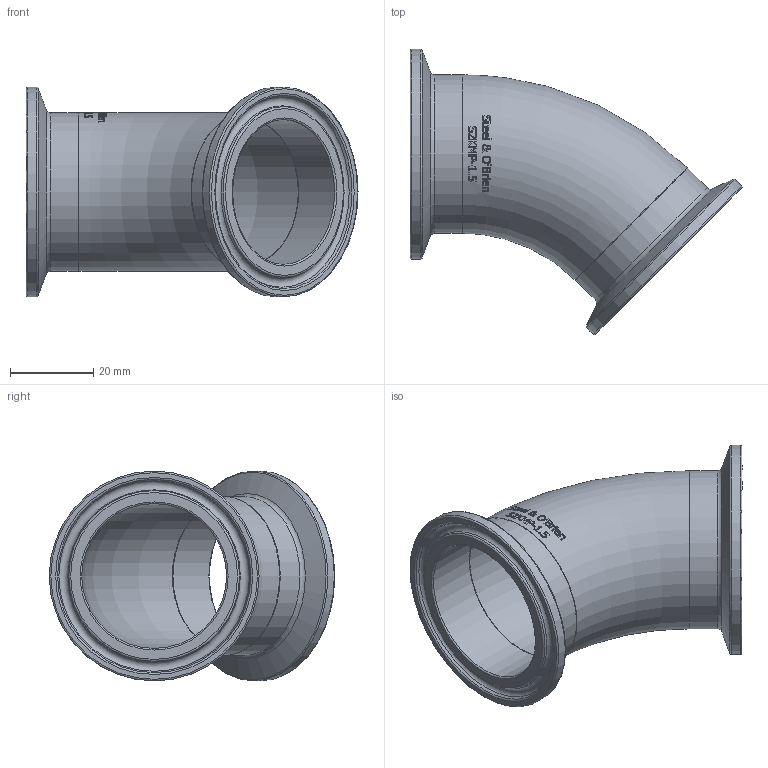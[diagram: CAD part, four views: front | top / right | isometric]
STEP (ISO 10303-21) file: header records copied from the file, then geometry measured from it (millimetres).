
FILE_DESCRIPTION(/* description */ (''),/* implementation_level */ '2;1');
FILE_NAME(/* name */ 'S2KMP-1.5.stp',/* time_stamp */ '2018-11-27T13:44:07-05:00',/* author */ ('ken'),/* organization */ (''),/* preprocessor_version */ 'ST-DEVELOPER v15.2',/* originating_system */ 'Autodesk Inventor 2014',/* authorisation */ '');
FILE_SCHEMA (('AUTOMOTIVE_DESIGN { 1 0 10303 214 3 1 1 }'));
Length unit declared in the file: inch
Products named in the file (1): S2KMP-1.5
Bounding box: 79.75 x 68.57 x 50.39 mm (x, y, z)
Volume: 19031.4 mm3; surface area: 20079.2 mm2
Topology: 1 solids, 1 shells, 388 faces, 1020 edges, 672 vertices
Faces by surface type: bspline 168, plane 156, torus 52, cylinder 6, cone 6
Full cylindrical faces by diameter (mm): 34.798 x2, 38.1 x2, 50.394 x2
Entity records: 15127 total; most frequent: CARTESIAN_POINT 7298, ORIENTED_EDGE 1976, EDGE_CURVE 988, DIRECTION 838, VERTEX_POINT 672, B_SPLINE_CURVE_WITH_KNOTS 632, EDGE_LOOP 460, ADVANCED_FACE 388
